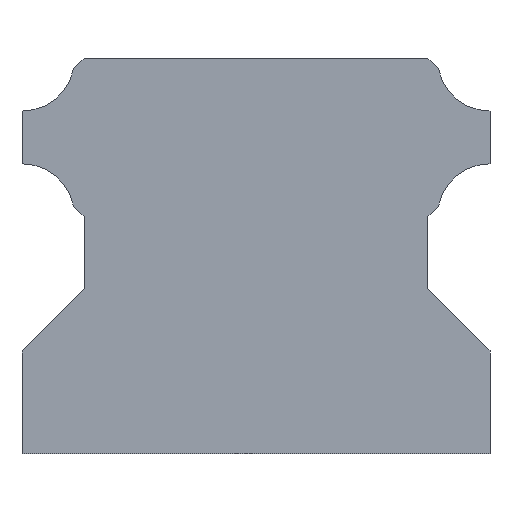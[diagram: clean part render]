
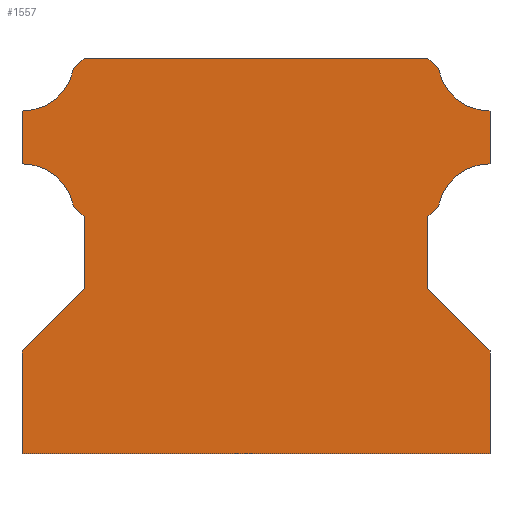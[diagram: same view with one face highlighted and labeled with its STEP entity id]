
A CAD part, front view. The second image highlights one B-rep face of the part: STEP entity #1557.
In plain terms, the highlighted planar face has unit normal (0, -1, 0).
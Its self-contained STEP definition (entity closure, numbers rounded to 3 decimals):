
#18=LINE('',#2614,#64);
#22=LINE('',#2626,#68);
#26=LINE('',#2638,#72);
#29=LINE('',#2644,#75);
#32=LINE('',#2650,#78);
#35=LINE('',#2656,#81);
#36=LINE('',#2659,#82);
#37=LINE('',#2661,#83);
#38=LINE('',#2663,#84);
#39=LINE('',#2665,#85);
#40=LINE('',#2667,#86);
#41=LINE('',#2671,#87);
#42=LINE('',#2675,#88);
#43=LINE('',#2676,#89);
#64=VECTOR('',#2200,10.);
#68=VECTOR('',#2212,10.);
#72=VECTOR('',#2224,10.);
#75=VECTOR('',#2229,10.);
#78=VECTOR('',#2234,10.);
#81=VECTOR('',#2239,10.);
#82=VECTOR('',#2242,10.);
#83=VECTOR('',#2243,10.);
#84=VECTOR('',#2244,10.);
#85=VECTOR('',#2245,10.);
#86=VECTOR('',#2246,10.);
#87=VECTOR('',#2249,10.);
#88=VECTOR('',#2252,10.);
#89=VECTOR('',#2253,10.);
#399=FACE_OUTER_BOUND('',#587,.T.);
#587=EDGE_LOOP('',(#1289,#1290,#1291,#1292,#1293,#1294,#1295,#1296,#1297,
#1298,#1299,#1300,#1301,#1302,#1303,#1304,#1305,#1306));
#768=CIRCLE('',#1776,5.067);
#770=CIRCLE('',#1780,5.067);
#771=CIRCLE('',#1786,5.067);
#772=CIRCLE('',#1787,5.067);
#887=VERTEX_POINT('',#2607);
#890=VERTEX_POINT('',#2612);
#892=VERTEX_POINT('',#2618);
#894=VERTEX_POINT('',#2624);
#896=VERTEX_POINT('',#2630);
#898=VERTEX_POINT('',#2636);
#900=VERTEX_POINT('',#2642);
#902=VERTEX_POINT('',#2648);
#904=VERTEX_POINT('',#2654);
#905=VERTEX_POINT('',#2658);
#906=VERTEX_POINT('',#2660);
#907=VERTEX_POINT('',#2662);
#908=VERTEX_POINT('',#2664);
#909=VERTEX_POINT('',#2666);
#910=VERTEX_POINT('',#2668);
#911=VERTEX_POINT('',#2670);
#912=VERTEX_POINT('',#2672);
#913=VERTEX_POINT('',#2674);
#1038=EDGE_CURVE('',#887,#890,#18,.T.);
#1041=EDGE_CURVE('',#890,#892,#768,.T.);
#1044=EDGE_CURVE('',#892,#894,#22,.T.);
#1047=EDGE_CURVE('',#894,#896,#770,.T.);
#1050=EDGE_CURVE('',#896,#898,#26,.T.);
#1053=EDGE_CURVE('',#898,#900,#29,.T.);
#1056=EDGE_CURVE('',#900,#902,#32,.T.);
#1059=EDGE_CURVE('',#902,#904,#35,.T.);
#1060=EDGE_CURVE('',#904,#905,#36,.T.);
#1061=EDGE_CURVE('',#905,#906,#37,.T.);
#1062=EDGE_CURVE('',#906,#907,#38,.T.);
#1063=EDGE_CURVE('',#907,#908,#39,.T.);
#1064=EDGE_CURVE('',#908,#909,#40,.T.);
#1065=EDGE_CURVE('',#909,#910,#771,.T.);
#1066=EDGE_CURVE('',#910,#911,#41,.T.);
#1067=EDGE_CURVE('',#911,#912,#772,.T.);
#1068=EDGE_CURVE('',#912,#913,#42,.T.);
#1069=EDGE_CURVE('',#913,#887,#43,.T.);
#1289=ORIENTED_EDGE('',*,*,#1060,.T.);
#1290=ORIENTED_EDGE('',*,*,#1061,.T.);
#1291=ORIENTED_EDGE('',*,*,#1062,.T.);
#1292=ORIENTED_EDGE('',*,*,#1063,.T.);
#1293=ORIENTED_EDGE('',*,*,#1064,.T.);
#1294=ORIENTED_EDGE('',*,*,#1065,.T.);
#1295=ORIENTED_EDGE('',*,*,#1066,.T.);
#1296=ORIENTED_EDGE('',*,*,#1067,.T.);
#1297=ORIENTED_EDGE('',*,*,#1068,.T.);
#1298=ORIENTED_EDGE('',*,*,#1069,.T.);
#1299=ORIENTED_EDGE('',*,*,#1038,.T.);
#1300=ORIENTED_EDGE('',*,*,#1041,.T.);
#1301=ORIENTED_EDGE('',*,*,#1044,.T.);
#1302=ORIENTED_EDGE('',*,*,#1047,.T.);
#1303=ORIENTED_EDGE('',*,*,#1050,.T.);
#1304=ORIENTED_EDGE('',*,*,#1053,.T.);
#1305=ORIENTED_EDGE('',*,*,#1056,.T.);
#1306=ORIENTED_EDGE('',*,*,#1059,.T.);
#1455=PLANE('',#1785);
#1557=ADVANCED_FACE('',(#399),#1455,.F.);
#1776=AXIS2_PLACEMENT_3D('',#2620,#2206,#2207);
#1780=AXIS2_PLACEMENT_3D('',#2632,#2218,#2219);
#1785=AXIS2_PLACEMENT_3D('',#2657,#2240,#2241);
#1786=AXIS2_PLACEMENT_3D('',#2669,#2247,#2248);
#1787=AXIS2_PLACEMENT_3D('',#2673,#2250,#2251);
#2200=DIRECTION('',(-0.707,0.,-0.707));
#2206=DIRECTION('center_axis',(0.,1.,0.));
#2207=DIRECTION('ref_axis',(-0.98,0.,0.197));
#2212=DIRECTION('',(0.,0.,-1.));
#2218=DIRECTION('center_axis',(0.,1.,0.));
#2219=DIRECTION('ref_axis',(0.,0.,-1.));
#2224=DIRECTION('',(0.707,0.,-0.707));
#2229=DIRECTION('',(0.,0.,-1.));
#2234=DIRECTION('',(-0.707,0.,-0.707));
#2239=DIRECTION('',(0.,0.,-1.));
#2240=DIRECTION('center_axis',(0.,1.,0.));
#2241=DIRECTION('ref_axis',(0.,0.,1.));
#2242=DIRECTION('',(1.,0.,0.));
#2243=DIRECTION('',(0.,0.,1.));
#2244=DIRECTION('',(-0.707,0.,0.707));
#2245=DIRECTION('',(0.,0.,1.));
#2246=DIRECTION('',(0.707,0.,0.707));
#2247=DIRECTION('center_axis',(0.,1.,0.));
#2248=DIRECTION('ref_axis',(0.98,0.,-0.197));
#2249=DIRECTION('',(0.,0.,1.));
#2250=DIRECTION('center_axis',(0.,1.,0.));
#2251=DIRECTION('ref_axis',(0.,0.,1.));
#2252=DIRECTION('',(-0.707,0.,0.707));
#2253=DIRECTION('',(-1.,0.,0.));
#2607=CARTESIAN_POINT('',(-16.533,-1500.,38.));
#2612=CARTESIAN_POINT('',(-17.533,-1500.,37.));
#2614=CARTESIAN_POINT('',(-17.533,-1500.,37.));
#2618=CARTESIAN_POINT('',(-22.5,-1500.,32.933));
#2620=CARTESIAN_POINT('Origin',(-22.5,-1500.,38.));
#2624=CARTESIAN_POINT('',(-22.5,-1500.,27.867));
#2626=CARTESIAN_POINT('',(-22.5,-1500.,27.867));
#2630=CARTESIAN_POINT('',(-17.533,-1500.,23.8));
#2632=CARTESIAN_POINT('Origin',(-22.5,-1500.,22.8));
#2636=CARTESIAN_POINT('',(-16.533,-1500.,22.8));
#2638=CARTESIAN_POINT('',(-16.533,-1500.,22.8));
#2642=CARTESIAN_POINT('',(-16.533,-1500.,15.833));
#2644=CARTESIAN_POINT('',(-16.533,-1500.,15.833));
#2648=CARTESIAN_POINT('',(-22.5,-1500.,9.866));
#2650=CARTESIAN_POINT('',(-22.5,-1500.,9.866));
#2654=CARTESIAN_POINT('',(-22.5,-1500.,0.));
#2656=CARTESIAN_POINT('',(-22.5,-1500.,0.));
#2657=CARTESIAN_POINT('Origin',(10.425,-1500.,18.229));
#2658=CARTESIAN_POINT('',(22.5,-1500.,0.));
#2659=CARTESIAN_POINT('',(0.,-1500.,0.));
#2660=CARTESIAN_POINT('',(22.5,-1500.,9.866));
#2661=CARTESIAN_POINT('',(22.5,-1500.,9.866));
#2662=CARTESIAN_POINT('',(16.533,-1500.,15.833));
#2663=CARTESIAN_POINT('',(16.533,-1500.,15.833));
#2664=CARTESIAN_POINT('',(16.533,-1500.,22.8));
#2665=CARTESIAN_POINT('',(16.533,-1500.,22.8));
#2666=CARTESIAN_POINT('',(17.533,-1500.,23.8));
#2667=CARTESIAN_POINT('',(17.533,-1500.,23.8));
#2668=CARTESIAN_POINT('',(22.5,-1500.,27.867));
#2669=CARTESIAN_POINT('Origin',(22.5,-1500.,22.8));
#2670=CARTESIAN_POINT('',(22.5,-1500.,32.933));
#2671=CARTESIAN_POINT('',(22.5,-1500.,32.933));
#2672=CARTESIAN_POINT('',(17.533,-1500.,37.));
#2673=CARTESIAN_POINT('Origin',(22.5,-1500.,38.));
#2674=CARTESIAN_POINT('',(16.533,-1500.,38.));
#2675=CARTESIAN_POINT('',(16.533,-1500.,38.));
#2676=CARTESIAN_POINT('',(0.,-1500.,38.));
